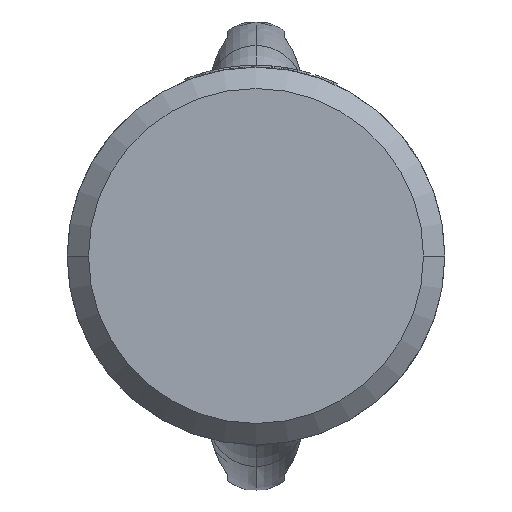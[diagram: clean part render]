
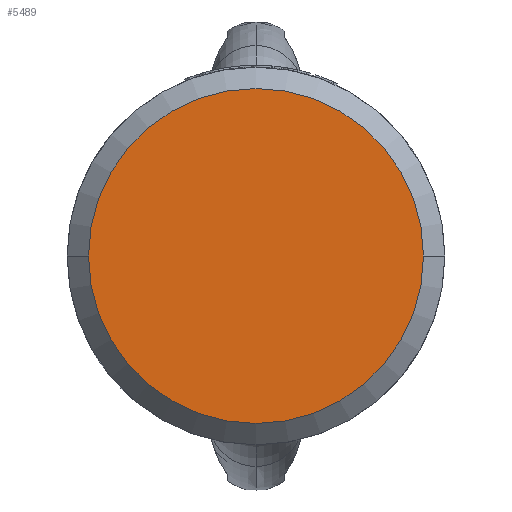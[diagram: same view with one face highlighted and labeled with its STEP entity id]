
A CAD part, front view. The second image highlights one B-rep face of the part: STEP entity #5489.
In plain terms, the highlighted planar face has unit normal (0, -1, 0).
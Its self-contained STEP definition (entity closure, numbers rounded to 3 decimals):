
#6=CARTESIAN_POINT('',(0.,0.,0.));
#7=DIRECTION('',(0.,-1.,0.));
#8=DIRECTION('',(1.,0.,0.));
#9=AXIS2_PLACEMENT_3D('',#6,#7,#8);
#4120=CARTESIAN_POINT('',(0.,0.,0.));
#4121=DIRECTION('',(0.,1.,0.));
#4122=DIRECTION('',(1.,0.,0.));
#4123=AXIS2_PLACEMENT_3D('',#4120,#4121,#4122);
#5142=CARTESIAN_POINT('',(23.5,0.,0.));
#5143=CARTESIAN_POINT('',(-23.5,0.,0.));
#5144=VERTEX_POINT('',#5142);
#5145=VERTEX_POINT('',#5143);
#5478=CARTESIAN_POINT('',(0.,0.,0.));
#5479=DIRECTION('',(0.,-1.,0.));
#5480=DIRECTION('',(-1.,0.,0.));
#5481=AXIS2_PLACEMENT_3D('',#5478,#5479,#5480);
#5482=PLANE('',#5481);
#5484=ORIENTED_EDGE('',*,*,#5483,.F.);
#5486=ORIENTED_EDGE('',*,*,#5485,.T.);
#5487=EDGE_LOOP('',(#5484,#5486));
#5488=FACE_OUTER_BOUND('',#5487,.F.);
#5489=ADVANCED_FACE('',(#5488),#5482,.T.);
#10=CIRCLE('',#9,23.5);
#4124=CIRCLE('',#4123,23.5);
#5483=EDGE_CURVE('',#5144,#5145,#10,.T.);
#5485=EDGE_CURVE('',#5144,#5145,#4124,.T.);
